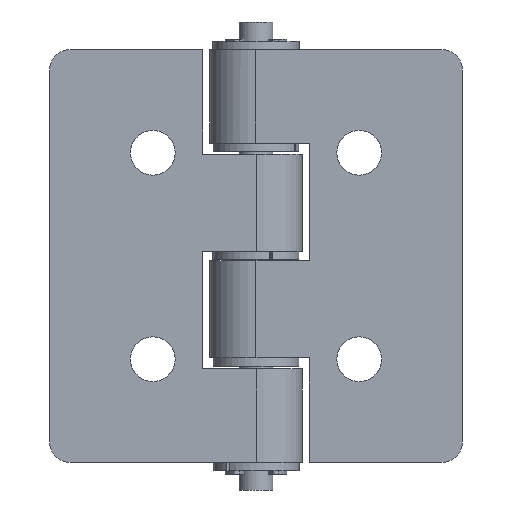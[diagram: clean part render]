
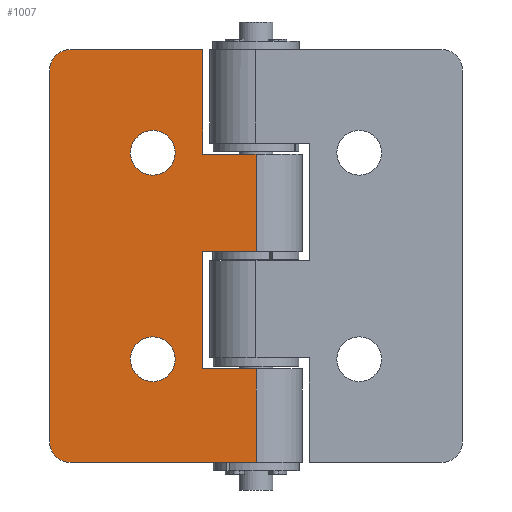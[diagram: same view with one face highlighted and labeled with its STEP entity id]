
A CAD part, front view. The second image highlights one B-rep face of the part: STEP entity #1007.
In plain terms, the highlighted planar face has unit normal (0, -1, 0).
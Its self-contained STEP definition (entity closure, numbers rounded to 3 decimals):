
#74=FACE_BOUND('',#194,.T.);
#75=FACE_BOUND('',#195,.T.);
#96=PLANE('',#1086);
#132=FACE_OUTER_BOUND('',#193,.T.);
#193=EDGE_LOOP('',(#743,#744,#745,#746,#747,#748,#749,#750,#751,#752,#753,
#754));
#194=EDGE_LOOP('',(#755));
#195=EDGE_LOOP('',(#756));
#268=LINE('',#1592,#341);
#272=LINE('',#1599,#345);
#275=LINE('',#1607,#348);
#277=LINE('',#1615,#350);
#278=LINE('',#1620,#351);
#279=LINE('',#1622,#352);
#280=LINE('',#1624,#353);
#281=LINE('',#1626,#354);
#282=LINE('',#1628,#355);
#283=LINE('',#1629,#356);
#341=VECTOR('',#1237,15.2);
#345=VECTOR('',#1243,19.25);
#348=VECTOR('',#1252,54.);
#350=VECTOR('',#1262,27.);
#351=VECTOR('',#1267,13.6);
#352=VECTOR('',#1268,7.75);
#353=VECTOR('',#1269,17.1);
#354=VECTOR('',#1270,7.75);
#355=VECTOR('',#1271,14.1);
#356=VECTOR('',#1272,7.75);
#416=CIRCLE('',#1079,3.);
#417=CIRCLE('',#1082,3.);
#420=CIRCLE('',#1087,3.25);
#421=CIRCLE('',#1088,3.25);
#480=VERTEX_POINT('',#1589);
#481=VERTEX_POINT('',#1591);
#483=VERTEX_POINT('',#1597);
#484=VERTEX_POINT('',#1601);
#485=VERTEX_POINT('',#1605);
#486=VERTEX_POINT('',#1609);
#487=VERTEX_POINT('',#1613);
#489=VERTEX_POINT('',#1619);
#490=VERTEX_POINT('',#1621);
#491=VERTEX_POINT('',#1623);
#492=VERTEX_POINT('',#1625);
#493=VERTEX_POINT('',#1627);
#494=VERTEX_POINT('',#1630);
#495=VERTEX_POINT('',#1632);
#579=EDGE_CURVE('',#481,#480,#268,.T.);
#583=EDGE_CURVE('',#480,#483,#272,.T.);
#585=EDGE_CURVE('',#484,#483,#416,.T.);
#587=EDGE_CURVE('',#484,#485,#275,.T.);
#589=EDGE_CURVE('',#486,#485,#417,.T.);
#591=EDGE_CURVE('',#487,#486,#277,.T.);
#593=EDGE_CURVE('',#489,#487,#278,.T.);
#594=EDGE_CURVE('',#489,#490,#279,.T.);
#595=EDGE_CURVE('',#490,#491,#280,.T.);
#596=EDGE_CURVE('',#491,#492,#281,.T.);
#597=EDGE_CURVE('',#493,#492,#282,.T.);
#598=EDGE_CURVE('',#493,#481,#283,.T.);
#599=EDGE_CURVE('',#494,#494,#420,.T.);
#600=EDGE_CURVE('',#495,#495,#421,.T.);
#743=ORIENTED_EDGE('',*,*,#585,.F.);
#744=ORIENTED_EDGE('',*,*,#587,.T.);
#745=ORIENTED_EDGE('',*,*,#589,.F.);
#746=ORIENTED_EDGE('',*,*,#591,.F.);
#747=ORIENTED_EDGE('',*,*,#593,.F.);
#748=ORIENTED_EDGE('',*,*,#594,.T.);
#749=ORIENTED_EDGE('',*,*,#595,.T.);
#750=ORIENTED_EDGE('',*,*,#596,.T.);
#751=ORIENTED_EDGE('',*,*,#597,.F.);
#752=ORIENTED_EDGE('',*,*,#598,.T.);
#753=ORIENTED_EDGE('',*,*,#579,.T.);
#754=ORIENTED_EDGE('',*,*,#583,.T.);
#755=ORIENTED_EDGE('',*,*,#599,.T.);
#756=ORIENTED_EDGE('',*,*,#600,.T.);
#1007=ADVANCED_FACE('',(#132,#74,#75),#96,.T.);
#1079=AXIS2_PLACEMENT_3D('',#1603,#1247,#1248);
#1082=AXIS2_PLACEMENT_3D('',#1611,#1256,#1257);
#1086=AXIS2_PLACEMENT_3D('',#1618,#1265,#1266);
#1087=AXIS2_PLACEMENT_3D('',#1631,#1273,#1274);
#1088=AXIS2_PLACEMENT_3D('',#1633,#1275,#1276);
#1237=DIRECTION('',(0.,0.,1.));
#1243=DIRECTION('',(-1.,0.,0.));
#1247=DIRECTION('center_axis',(0.,1.,0.));
#1248=DIRECTION('ref_axis',(-0.707,0.,0.707));
#1252=DIRECTION('',(0.,0.,-1.));
#1256=DIRECTION('center_axis',(0.,1.,0.));
#1257=DIRECTION('ref_axis',(-0.707,0.,-0.707));
#1262=DIRECTION('',(-1.,0.,0.));
#1265=DIRECTION('center_axis',(0.,-1.,0.));
#1266=DIRECTION('ref_axis',(-1.,0.,0.));
#1267=DIRECTION('',(0.,0.,-1.));
#1268=DIRECTION('',(-1.,0.,0.));
#1269=DIRECTION('',(0.,0.,1.));
#1270=DIRECTION('',(1.,0.,0.));
#1271=DIRECTION('',(0.,0.,-1.));
#1272=DIRECTION('',(-1.,0.,0.));
#1273=DIRECTION('center_axis',(0.,1.,0.));
#1274=DIRECTION('ref_axis',(1.,0.,0.));
#1275=DIRECTION('center_axis',(0.,1.,0.));
#1276=DIRECTION('ref_axis',(1.,0.,0.));
#1589=CARTESIAN_POINT('',(-7.75,0.,0.));
#1591=CARTESIAN_POINT('',(-7.75,0.,-15.2));
#1592=CARTESIAN_POINT('',(-7.75,0.,-7.6));
#1597=CARTESIAN_POINT('',(-27.,0.,0.));
#1599=CARTESIAN_POINT('',(0.,0.,0.));
#1601=CARTESIAN_POINT('',(-30.,0.,-3.));
#1603=CARTESIAN_POINT('Origin',(-27.,0.,-3.));
#1605=CARTESIAN_POINT('',(-30.,0.,-57.));
#1607=CARTESIAN_POINT('',(-30.,0.,0.));
#1609=CARTESIAN_POINT('',(-27.,0.,-60.));
#1611=CARTESIAN_POINT('Origin',(-27.,0.,-57.));
#1613=CARTESIAN_POINT('',(0.,0.,-60.));
#1615=CARTESIAN_POINT('',(0.,0.,-60.));
#1618=CARTESIAN_POINT('Origin',(0.,0.,0.));
#1619=CARTESIAN_POINT('',(0.,0.,-46.4));
#1620=CARTESIAN_POINT('',(0.,0.,0.));
#1621=CARTESIAN_POINT('',(-7.75,0.,-46.4));
#1622=CARTESIAN_POINT('',(3.375,0.,-46.4));
#1623=CARTESIAN_POINT('',(-7.75,0.,-29.3));
#1624=CARTESIAN_POINT('',(-7.75,0.,-23.2));
#1625=CARTESIAN_POINT('',(0.,0.,-29.3));
#1626=CARTESIAN_POINT('',(-3.875,0.,-29.3));
#1627=CARTESIAN_POINT('',(0.,0.,-15.2));
#1628=CARTESIAN_POINT('',(0.,0.,0.));
#1629=CARTESIAN_POINT('',(3.375,0.,-15.2));
#1630=CARTESIAN_POINT('',(-18.25,0.,-15.));
#1631=CARTESIAN_POINT('Origin',(-15.,0.,-15.));
#1632=CARTESIAN_POINT('',(-18.25,0.,-45.));
#1633=CARTESIAN_POINT('Origin',(-15.,0.,-45.));
